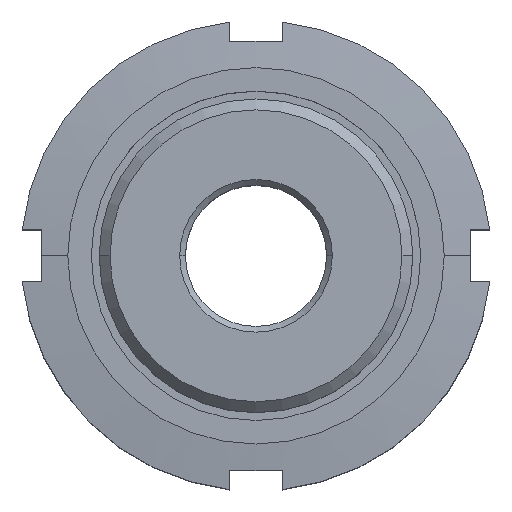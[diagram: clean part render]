
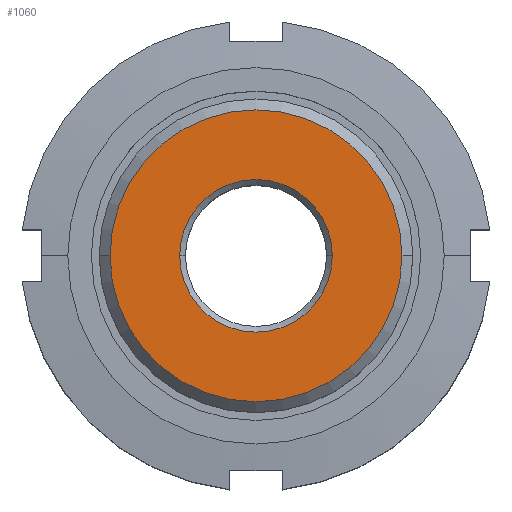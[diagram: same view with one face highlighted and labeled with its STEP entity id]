
A CAD part, top view. The second image highlights one B-rep face of the part: STEP entity #1060.
In plain terms, the highlighted planar face has unit normal (0, 0, 1).
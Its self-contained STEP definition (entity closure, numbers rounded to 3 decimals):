
#494=EDGE_CURVE('',#606,#554,#1266,.T.);
#554=VERTEX_POINT('',#1333);
#564=VERTEX_POINT('',#1345);
#606=VERTEX_POINT('',#1393);
#660=EDGE_CURVE('',#786,#564,#1452,.T.);
#666=EDGE_CURVE('',#554,#606,#1458,.T.);
#786=VERTEX_POINT('',#1588);
#1060=ADVANCED_FACE('',(#1892,#1893),#1894,.T.);
#1118=EDGE_CURVE('',#564,#786,#1957,.T.);
#1266=CIRCLE('',#2194,7.3);
#1333=CARTESIAN_POINT('',(7.3,0.,22.0));
#1345=CARTESIAN_POINT('',(13.96,0.,22.0));
#1393=CARTESIAN_POINT('',(-7.3,0.,22.0));
#1452=CIRCLE('',#2519,13.96);
#1458=CIRCLE('',#2526,7.3);
#1588=CARTESIAN_POINT('',(-13.96,0.,22.0));
#1892=FACE_OUTER_BOUND('',#3402,.T.);
#1893=FACE_BOUND('',#3403,.T.);
#1894=PLANE('',#3404);
#1957=CIRCLE('',#3528,13.96);
#2194=AXIS2_PLACEMENT_3D('',#3678,#3679,#3680);
#2519=AXIS2_PLACEMENT_3D('',#3929,#3930,#3931);
#2526=AXIS2_PLACEMENT_3D('',#3932,#3933,#3934);
#3402=EDGE_LOOP('',(#4372,#4373));
#3403=EDGE_LOOP('',(#4374,#4375));
#3404=AXIS2_PLACEMENT_3D('',#4376,#4377,#4378);
#3528=AXIS2_PLACEMENT_3D('',#4433,#4434,#4435);
#3678=CARTESIAN_POINT('',(0.0,0.,22.0));
#3679=DIRECTION('',(0.0,0.,-1.0));
#3680=DIRECTION('',(1.0,0.0,0.0));
#3929=CARTESIAN_POINT('',(0.0,0.,22.0));
#3930=DIRECTION('',(0.0,0.,-1.0));
#3931=DIRECTION('',(1.0,0.0,0.0));
#3932=CARTESIAN_POINT('',(0.0,0.,22.0));
#3933=DIRECTION('',(0.0,0.,-1.0));
#3934=DIRECTION('',(1.0,0.0,0.0));
#4372=ORIENTED_EDGE('',*,*,#1118,.F.);
#4373=ORIENTED_EDGE('',*,*,#660,.F.);
#4374=ORIENTED_EDGE('',*,*,#666,.T.);
#4375=ORIENTED_EDGE('',*,*,#494,.T.);
#4376=CARTESIAN_POINT('',(10.63,0.,22.0));
#4377=DIRECTION('',(0.0,0.,1.0));
#4378=DIRECTION('',(-1.0,0.0,0.0));
#4433=CARTESIAN_POINT('',(0.0,0.,22.0));
#4434=DIRECTION('',(0.0,0.,-1.0));
#4435=DIRECTION('',(1.0,0.0,0.0));
